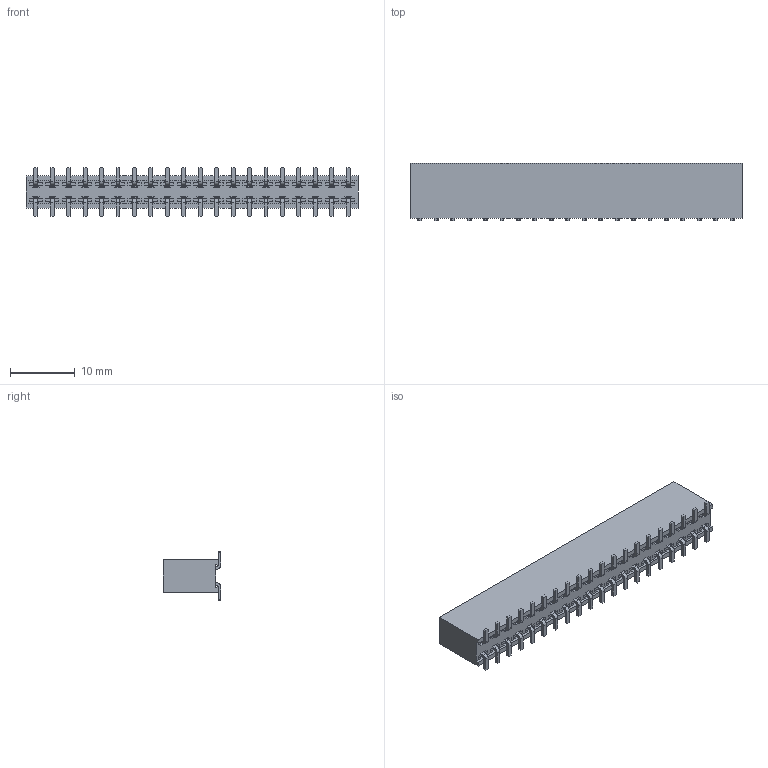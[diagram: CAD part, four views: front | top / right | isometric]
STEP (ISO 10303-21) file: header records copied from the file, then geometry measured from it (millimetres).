
FILE_DESCRIPTION(/* description */ ('STEP AP214'),/* implementation_level */ '2;1');
FILE_NAME(/* name */ 'CSHC205-2002AXXXC1SC(W=7.5)',/* time_stamp */ '2023-05-25T07:35:32+02:00',/* author */ ('License CC BY-ND 4.0'),/* organization */ ('CADENAS'),/* preprocessor_version */ 'ST-DEVELOPER v19.3',/* originating_system */ 'PARTsolutions',/* authorisation */ ' ');
FILE_SCHEMA (('AUTOMOTIVE_DESIGN {1 0 10303 214 3 1 1}'));
Length unit declared in the file: millimetre
Products named in the file (3): CSHC205-2002AXXXC1SC(W=7.5); CSHC205-7.5; CSHC205- 20A
Assembly tree (41 placements, depth 2):
  CSHC205-2002AXXXC1SC(W=7.5)
    CSHC205-7.5  x40
    CSHC205- 20A
Bounding box: 51.3 x 8.9 x 7.5 mm (x, y, z)
Volume: 1806.5 mm3; surface area: 4628.5 mm2
Topology: 41 solids, 41 shells, 1850 faces, 5144 edges, 3376 vertices
Faces by surface type: plane 1610, cylinder 240
Entity records: 26620 total; most frequent: CARTESIAN_POINT 4718, ORIENTED_EDGE 4672, DIRECTION 4104, EDGE_CURVE 2336, LINE 2324, VECTOR 2324, VERTEX_POINT 1504, EDGE_LOOP 916
